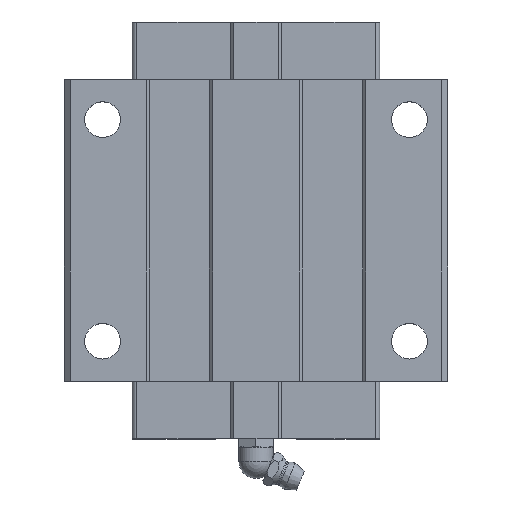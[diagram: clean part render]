
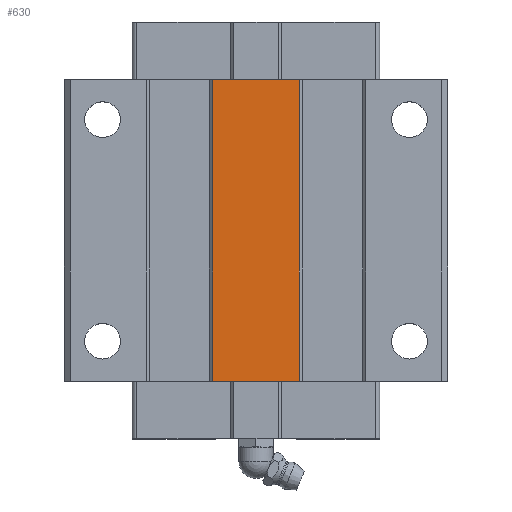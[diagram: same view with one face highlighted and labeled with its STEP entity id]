
A CAD part, top view. The second image highlights one B-rep face of the part: STEP entity #630.
In plain terms, the highlighted planar face has unit normal (0, 0, 1).
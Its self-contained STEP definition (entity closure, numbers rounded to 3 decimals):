
#391 = CARTESIAN_POINT ( 'NONE',  ( 10.2, -35.4, 42. ) ) ;
#467 = CARTESIAN_POINT ( 'NONE',  ( -10.2, 35.4, 42. ) ) ;
#567 = CARTESIAN_POINT ( 'NONE',  ( -10.2, -35.4, 42. ) ) ;
#630 = ADVANCED_FACE ( 'NONE', ( #6030 ), #6585, .F. ) ;
#676 = LINE ( 'NONE', #567, #4254 ) ;
#680 = EDGE_LOOP ( 'NONE', ( #5812, #5450, #7207, #2630 ) ) ;
#781 = CARTESIAN_POINT ( 'NONE',  ( -10.2, -35.4, 42. ) ) ;
#1311 = EDGE_CURVE ( 'NONE', #7171, #6765, #676, .T. ) ;
#1597 = CARTESIAN_POINT ( 'NONE',  ( 10.2, 35.4, 42. ) ) ;
#1776 = CARTESIAN_POINT ( 'NONE',  ( -10.2, -35.4, 42. ) ) ;
#1994 = AXIS2_PLACEMENT_3D ( 'NONE', #3805, #3738, #6624 ) ;
#2630 = ORIENTED_EDGE ( 'NONE', *, *, #7050, .T. ) ;
#2673 = CARTESIAN_POINT ( 'NONE',  ( -10.2, 35.4, 42. ) ) ;
#2943 = DIRECTION ( 'NONE',  ( -1., 0., 0. ) ) ;
#3250 = DIRECTION ( 'NONE',  ( -1., 0., 0. ) ) ;
#3583 = VECTOR ( 'NONE', #6915, 1000. ) ;
#3633 = VERTEX_POINT ( 'NONE', #1597 ) ;
#3672 = EDGE_CURVE ( 'NONE', #6765, #6347, #5692, .T. ) ;
#3738 = DIRECTION ( 'NONE',  ( 0., 0., -1. ) ) ;
#3740 = DIRECTION ( 'NONE',  ( 0., 1., 0. ) ) ;
#3805 = CARTESIAN_POINT ( 'NONE',  ( -10.2, -35.4, 42. ) ) ;
#4196 = CARTESIAN_POINT ( 'NONE',  ( 10.2, -35.4, 42. ) ) ;
#4254 = VECTOR ( 'NONE', #2943, 1000. ) ;
#4440 = LINE ( 'NONE', #467, #4534 ) ;
#4534 = VECTOR ( 'NONE', #3250, 1000. ) ;
#5024 = VECTOR ( 'NONE', #3740, 1000. ) ;
#5397 = LINE ( 'NONE', #391, #5024 ) ;
#5450 = ORIENTED_EDGE ( 'NONE', *, *, #3672, .F. ) ;
#5603 = EDGE_CURVE ( 'NONE', #3633, #6347, #4440, .T. ) ;
#5692 = LINE ( 'NONE', #1776, #3583 ) ;
#5812 = ORIENTED_EDGE ( 'NONE', *, *, #5603, .T. ) ;
#6030 = FACE_OUTER_BOUND ( 'NONE', #680, .T. ) ;
#6347 = VERTEX_POINT ( 'NONE', #2673 ) ;
#6585 = PLANE ( 'NONE',  #1994 ) ;
#6624 = DIRECTION ( 'NONE',  ( 0., -1., 0. ) ) ;
#6765 = VERTEX_POINT ( 'NONE', #781 ) ;
#6915 = DIRECTION ( 'NONE',  ( 0., 1., 0. ) ) ;
#7050 = EDGE_CURVE ( 'NONE', #7171, #3633, #5397, .T. ) ;
#7171 = VERTEX_POINT ( 'NONE', #4196 ) ;
#7207 = ORIENTED_EDGE ( 'NONE', *, *, #1311, .F. ) ;
